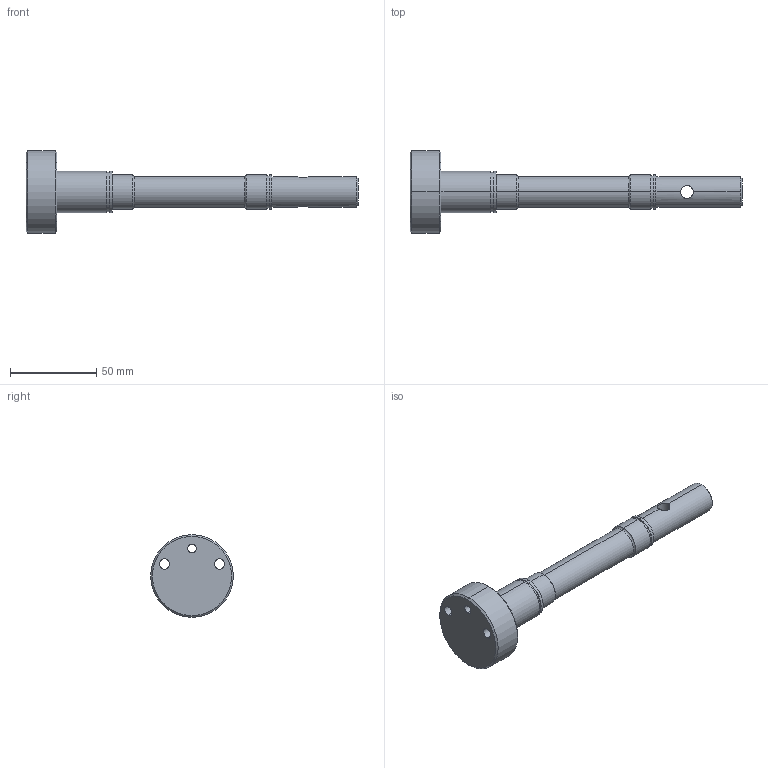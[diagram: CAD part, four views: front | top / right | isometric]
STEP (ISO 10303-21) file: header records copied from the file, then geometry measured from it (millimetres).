
FILE_DESCRIPTION (( 'STEP AP203' ), '1' );
FILE_NAME ('axe de sortie_Défaut_sldprt.STEP', '2019-10-30T13:03:02', ( '' ), ( '' ), 'SwSTEP 2.0', 'SolidWorks 2017', '' );
FILE_SCHEMA (( 'CONFIG_CONTROL_DESIGN' ));
Length unit declared in the file: millimetre
Products named in the file (1): axe de sortie_Défaut_sldprt
Bounding box: 193 x 48 x 48 mm (x, y, z)
Volume: 82681.6 mm3; surface area: 18108.4 mm2
Topology: 1 solids, 1 shells, 47 faces, 102 edges, 62 vertices
Faces by surface type: cylinder 28, plane 9, cone 6, torus 4
Entity records: 1511 total; most frequent: CARTESIAN_POINT 344, DIRECTION 256, ORIENTED_EDGE 204, AXIS2_PLACEMENT_3D 110, EDGE_CURVE 102, VERTEX_POINT 62, CIRCLE 62, EDGE_LOOP 60
